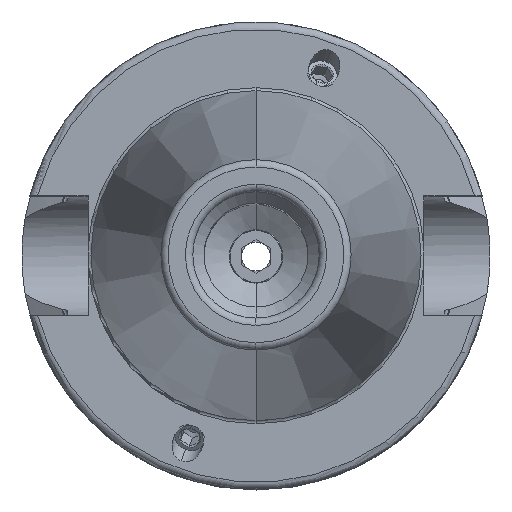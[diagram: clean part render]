
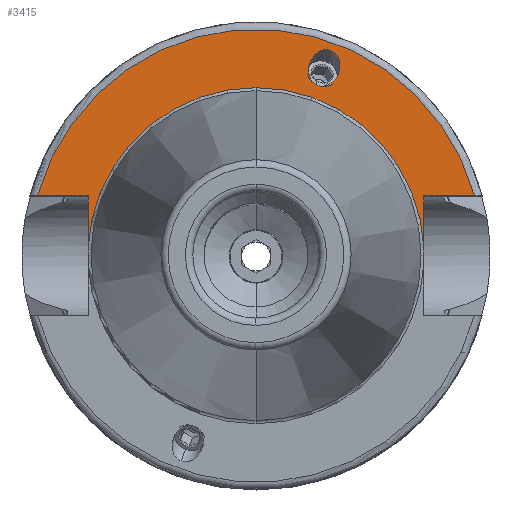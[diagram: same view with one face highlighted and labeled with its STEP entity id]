
A CAD part, top view. The second image highlights one B-rep face of the part: STEP entity #3415.
In plain terms, the highlighted planar face has unit normal (0, 0, 1).
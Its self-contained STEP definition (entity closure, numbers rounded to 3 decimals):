
#546=DIRECTION('',(0,1,0));
#547=VECTOR('',#546,6.987);
#548=CARTESIAN_POINT('',(-22.6,1.063,25));
#549=LINE('',#548,#547);
#550=DIRECTION('',(1,0,0));
#551=VECTOR('',#550,6.818);
#552=CARTESIAN_POINT('',(-29.418,8.05,25));
#553=LINE('',#552,#551);
#554=DIRECTION('',(-1,0,0));
#555=VECTOR('',#554,6.818);
#556=CARTESIAN_POINT('',(29.418,8.05,25));
#557=LINE('',#556,#555);
#558=DIRECTION('',(0,-1,0));
#559=VECTOR('',#558,6.987);
#560=CARTESIAN_POINT('',(22.6,8.05,25));
#561=LINE('',#560,#559);
#562=CARTESIAN_POINT('',(10.056,27.629,25));
#563=CARTESIAN_POINT('',(10.283,27.547,25));
#564=CARTESIAN_POINT('',(10.737,27.268,25));
#565=CARTESIAN_POINT('',(11.226,26.479,25));
#566=CARTESIAN_POINT('',(11.341,25.65,25));
#567=CARTESIAN_POINT('',(11.261,25.009,25));
#568=CARTESIAN_POINT('',(11.137,24.573,25));
#569=CARTESIAN_POINT('',(10.952,24.159,25));
#570=CARTESIAN_POINT('',(10.601,23.617,25));
#571=CARTESIAN_POINT('',(9.98,23.055,25));
#572=CARTESIAN_POINT('',(9.098,22.765,25));
#573=CARTESIAN_POINT('',(8.571,22.843,25));
#574=CARTESIAN_POINT('',(8.344,22.926,25));
#576=CARTESIAN_POINT('',(8.344,22.926,25));
#577=CARTESIAN_POINT('',(8.117,23.009,25));
#578=CARTESIAN_POINT('',(7.663,23.288,25));
#579=CARTESIAN_POINT('',(7.174,24.076,25));
#580=CARTESIAN_POINT('',(7.06,24.906,25));
#581=CARTESIAN_POINT('',(7.14,25.547,25));
#582=CARTESIAN_POINT('',(7.264,25.983,25));
#583=CARTESIAN_POINT('',(7.449,26.396,25));
#584=CARTESIAN_POINT('',(7.8,26.939,25));
#585=CARTESIAN_POINT('',(8.421,27.5,25));
#586=CARTESIAN_POINT('',(9.302,27.79,25));
#587=CARTESIAN_POINT('',(9.829,27.712,25));
#588=CARTESIAN_POINT('',(10.056,27.629,25));
#624=CARTESIAN_POINT('',(0,0,25));
#625=DIRECTION('',(0,0,1));
#626=DIRECTION('',(0,1,0));
#627=AXIS2_PLACEMENT_3D('',#624,#625,#626);
#655=CARTESIAN_POINT('',(0,0,25));
#656=DIRECTION('',(0,0,-1));
#657=DIRECTION('',(0,1,0));
#658=AXIS2_PLACEMENT_3D('',#655,#656,#657);
#1658=CARTESIAN_POINT('',(0,0,25));
#1659=DIRECTION('',(0,0,1));
#1660=DIRECTION('',(0.965,0.264,0));
#1661=AXIS2_PLACEMENT_3D('',#1658,#1659,#1660);
#2500=CARTESIAN_POINT('',(-22.6,1.063,25));
#2501=CARTESIAN_POINT('',(-22.6,8.05,25));
#2502=VERTEX_POINT('',#2500);
#2503=VERTEX_POINT('',#2501);
#2504=CARTESIAN_POINT('',(-29.418,8.05,25));
#2505=VERTEX_POINT('',#2504);
#2506=CARTESIAN_POINT('',(22.6,8.05,25));
#2507=CARTESIAN_POINT('',(22.6,1.063,25));
#2508=VERTEX_POINT('',#2506);
#2509=VERTEX_POINT('',#2507);
#2516=CARTESIAN_POINT('',(29.418,8.05,25));
#2517=VERTEX_POINT('',#2516);
#2564=CARTESIAN_POINT('',(0,22.625,25));
#2566=VERTEX_POINT('',#2564);
#2582=VERTEX_POINT('',#562);
#2583=VERTEX_POINT('',#574);
#3391=CARTESIAN_POINT('',(0,0,25));
#3392=DIRECTION('',(0,0,-1));
#3393=DIRECTION('',(0,-1,0));
#3394=AXIS2_PLACEMENT_3D('',#3391,#3392,#3393);
#3395=PLANE('',#3394);
#3396=ORIENTED_EDGE('',*,*,#2991,.T.);
#3397=ORIENTED_EDGE('',*,*,#3020,.F.);
#3399=ORIENTED_EDGE('',*,*,#3398,.F.);
#3400=ORIENTED_EDGE('',*,*,#3225,.T.);
#3402=ORIENTED_EDGE('',*,*,#3401,.T.);
#3404=ORIENTED_EDGE('',*,*,#3403,.F.);
#3406=ORIENTED_EDGE('',*,*,#3405,.T.);
#3407=EDGE_LOOP('',(#3396,#3397,#3399,#3400,#3402,#3404,#3406));
#3408=FACE_OUTER_BOUND('',#3407,.F.);
#3410=ORIENTED_EDGE('',*,*,#3409,.F.);
#3412=ORIENTED_EDGE('',*,*,#3411,.F.);
#3413=EDGE_LOOP('',(#3410,#3412));
#3414=FACE_BOUND('',#3413,.F.);
#3415=ADVANCED_FACE('',(#3408,#3414),#3395,.F.);
#575=B_SPLINE_CURVE_WITH_KNOTS('',3,(#562,#563,#564,#565,#566,#567,#568,#569,
#570,#571,#572,#573,#574),.UNSPECIFIED.,.F.,.F.,(4,1,1,1,1,1,1,1,1,1,4),(0,
0.125,0.25,0.375,0.438,0.5,0.563,0.625,0.75,0.875,1),
.UNSPECIFIED.);
#589=B_SPLINE_CURVE_WITH_KNOTS('',3,(#576,#577,#578,#579,#580,#581,#582,#583,
#584,#585,#586,#587,#588),.UNSPECIFIED.,.F.,.F.,(4,1,1,1,1,1,1,1,1,1,4),(0,
0.125,0.25,0.375,0.438,0.5,0.563,0.625,0.75,0.875,1),
.UNSPECIFIED.);
#628=CIRCLE('',#627,22.625);
#659=CIRCLE('',#658,22.625);
#1662=CIRCLE('',#1661,30.5);
#2991=EDGE_CURVE('',#2502,#2503,#549,.T.);
#3020=EDGE_CURVE('',#2505,#2503,#553,.T.);
#3225=EDGE_CURVE('',#2517,#2508,#557,.T.);
#3398=EDGE_CURVE('',#2517,#2505,#1662,.T.);
#3401=EDGE_CURVE('',#2508,#2509,#561,.T.);
#3403=EDGE_CURVE('',#2566,#2509,#659,.T.);
#3405=EDGE_CURVE('',#2566,#2502,#628,.T.);
#3409=EDGE_CURVE('',#2582,#2583,#575,.T.);
#3411=EDGE_CURVE('',#2583,#2582,#589,.T.);
